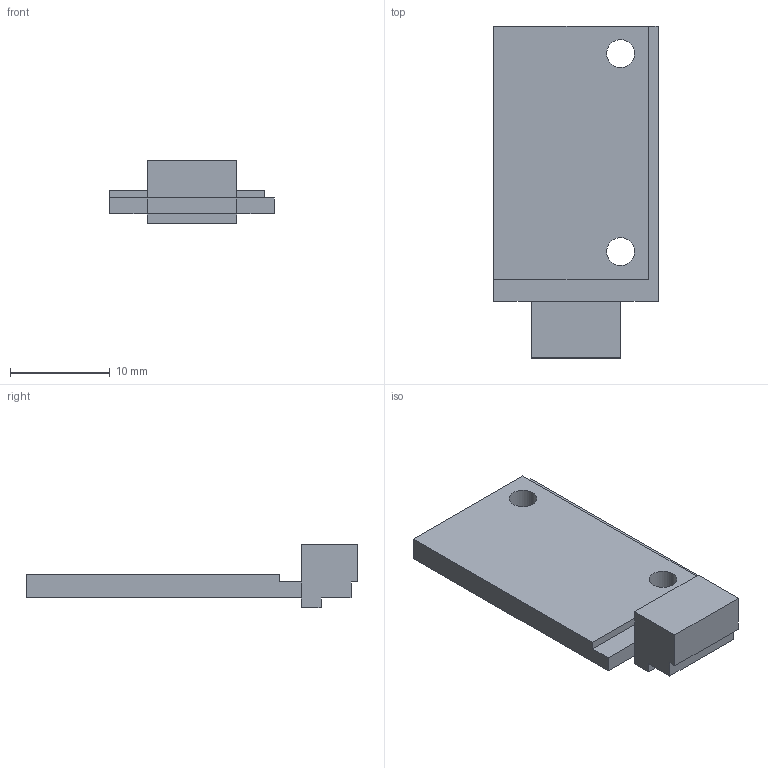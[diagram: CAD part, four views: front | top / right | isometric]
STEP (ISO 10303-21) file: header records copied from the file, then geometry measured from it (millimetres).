
FILE_DESCRIPTION(/* description */ (''),/* implementation_level */ '2;1');
FILE_NAME(/* name */ 'ExtensionPCB.step',/* time_stamp */ '2023-02-10T15:49:24+01:00',/* author */ (''),/* organization */ (''),/* preprocessor_version */ 'ST-DEVELOPER v19.2',/* originating_system */ 'Autodesk Translation Framework v11.17.0.187',/* authorisation */ '');
FILE_SCHEMA (('AUTOMOTIVE_DESIGN { 1 0 10303 214 3 1 1 }'));
Length unit declared in the file: millimetre
Products named in the file (1): PCB
Bounding box: 16.5 x 33.3 x 6.4 mm (x, y, z)
Volume: 1299 mm3; surface area: 1387.3 mm2
Topology: 1 solids, 1 shells, 23 faces, 59 edges, 38 vertices
Faces by surface type: plane 21, cylinder 2
Full cylindrical faces by diameter (mm): 2.8 x2
Entity records: 733 total; most frequent: CARTESIAN_POINT 121, ORIENTED_EDGE 118, DIRECTION 111, EDGE_CURVE 59, LINE 55, VECTOR 55, VERTEX_POINT 38, AXIS2_PLACEMENT_3D 28
